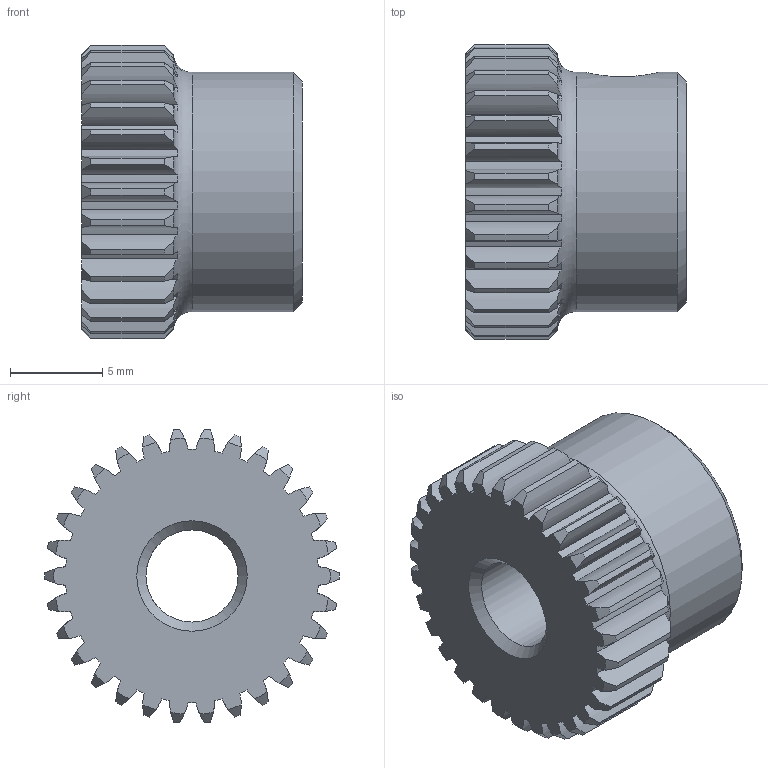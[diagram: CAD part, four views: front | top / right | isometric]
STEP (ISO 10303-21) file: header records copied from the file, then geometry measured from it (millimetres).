
FILE_DESCRIPTION( ( 'STEP AP214' ), '1' );
FILE_NAME( 'SS0.5-30B_On.stp', '2020-09-26T09:37:24', ( 'License CC BY-ND 4.0' ), ( 'CADENAS' ), ' ', 'PARTsolutions', ' ' );
FILE_SCHEMA( ( 'AUTOMOTIVE_DESIGN { 1 0 10303 214 1 1 1 1 }' ) );
Length unit declared in the file: millimetre
Products named in the file (1): _SS0.5-30B_On
Bounding box: 12 x 16 x 15.94 mm (x, y, z)
Volume: 1522.3 mm3; surface area: 1228.4 mm2
Topology: 1 solids, 1 shells, 193 faces, 566 edges, 375 vertices
Faces by surface type: cylinder 125, cone 65, plane 2, torus 1
Full cylindrical faces by diameter (mm): 3.242 x1, 5 x1, 13 x1
Entity records: 8384 total; most frequent: CARTESIAN_POINT 1859, ORIENTED_EDGE 1108, DIRECTION 1010, EDGE_CURVE 554, AXIS2_PLACEMENT_3D 445, VERTEX_POINT 372, CIRCLE 251, EDGE_LOOP 206
